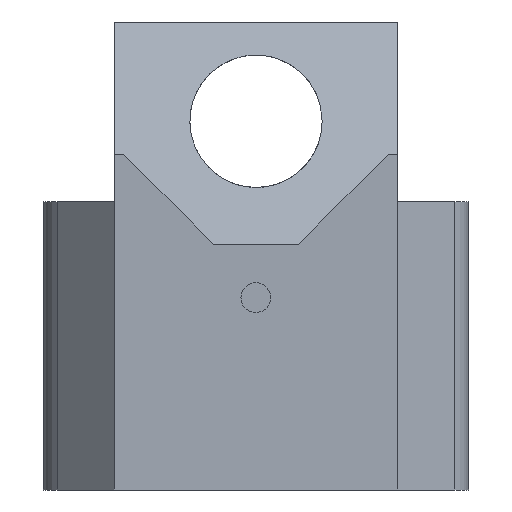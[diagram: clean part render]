
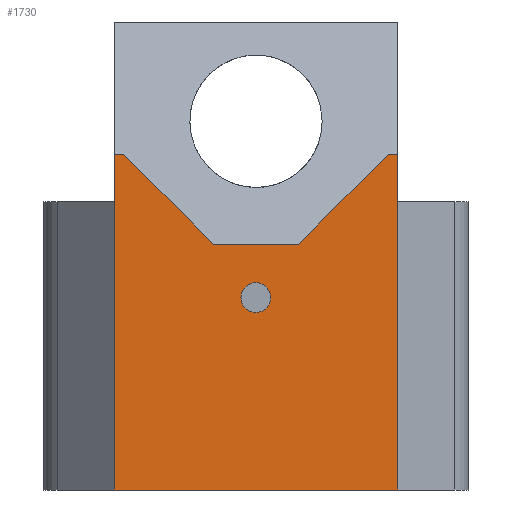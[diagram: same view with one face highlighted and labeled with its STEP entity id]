
A CAD part, front view. The second image highlights one B-rep face of the part: STEP entity #1730.
In plain terms, the highlighted planar face has unit normal (0, -1, 0).
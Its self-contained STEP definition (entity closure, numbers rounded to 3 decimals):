
#43=FACE_BOUND('',#250,.T.);
#85=PLANE('',#1862);
#148=FACE_OUTER_BOUND('',#249,.T.);
#249=EDGE_LOOP('',(#1359,#1360,#1361,#1362,#1363,#1364,#1365,#1366));
#250=EDGE_LOOP('',(#1367));
#384=LINE('',#2716,#566);
#396=LINE('',#2744,#578);
#414=LINE('',#2798,#596);
#417=LINE('',#2803,#599);
#419=LINE('',#2807,#601);
#420=LINE('',#2809,#602);
#421=LINE('',#2810,#603);
#422=LINE('',#2811,#604);
#566=VECTOR('',#2102,10.);
#578=VECTOR('',#2122,10.);
#596=VECTOR('',#2168,10.);
#599=VECTOR('',#2173,10.);
#601=VECTOR('',#2177,10.);
#602=VECTOR('',#2180,10.);
#603=VECTOR('',#2181,10.);
#604=VECTOR('',#2182,10.);
#684=CIRCLE('',#1801,1.575);
#743=VERTEX_POINT('',#2442);
#808=VERTEX_POINT('',#2713);
#809=VERTEX_POINT('',#2715);
#820=VERTEX_POINT('',#2741);
#821=VERTEX_POINT('',#2743);
#842=VERTEX_POINT('',#2795);
#843=VERTEX_POINT('',#2797);
#844=VERTEX_POINT('',#2801);
#845=VERTEX_POINT('',#2805);
#910=EDGE_CURVE('',#743,#743,#684,.T.);
#995=EDGE_CURVE('',#808,#809,#384,.T.);
#1009=EDGE_CURVE('',#820,#821,#396,.T.);
#1036=EDGE_CURVE('',#843,#842,#414,.T.);
#1039=EDGE_CURVE('',#842,#844,#417,.T.);
#1041=EDGE_CURVE('',#844,#845,#419,.T.);
#1042=EDGE_CURVE('',#821,#845,#420,.T.);
#1043=EDGE_CURVE('',#809,#820,#421,.T.);
#1044=EDGE_CURVE('',#843,#808,#422,.T.);
#1359=ORIENTED_EDGE('',*,*,#1036,.T.);
#1360=ORIENTED_EDGE('',*,*,#1039,.T.);
#1361=ORIENTED_EDGE('',*,*,#1041,.T.);
#1362=ORIENTED_EDGE('',*,*,#1042,.F.);
#1363=ORIENTED_EDGE('',*,*,#1009,.F.);
#1364=ORIENTED_EDGE('',*,*,#1043,.F.);
#1365=ORIENTED_EDGE('',*,*,#995,.F.);
#1366=ORIENTED_EDGE('',*,*,#1044,.F.);
#1367=ORIENTED_EDGE('',*,*,#910,.T.);
#1730=ADVANCED_FACE('',(#148,#43),#85,.T.);
#1801=AXIS2_PLACEMENT_3D('',#2443,#1956,#1957);
#1862=AXIS2_PLACEMENT_3D('',#2808,#2178,#2179);
#1956=DIRECTION('center_axis',(0.,1.,0.));
#1957=DIRECTION('ref_axis',(1.,0.,0.));
#2102=DIRECTION('',(0.,0.,-1.));
#2122=DIRECTION('',(0.,0.,1.));
#2168=DIRECTION('',(-0.707,0.,-0.707));
#2173=DIRECTION('',(-1.,0.,0.));
#2177=DIRECTION('',(-0.707,0.,0.707));
#2178=DIRECTION('center_axis',(0.,-1.,0.));
#2179=DIRECTION('ref_axis',(0.,0.,-1.));
#2180=DIRECTION('',(1.,0.,0.));
#2181=DIRECTION('',(-1.,0.,0.));
#2182=DIRECTION('',(1.,0.,0.));
#2442=CARTESIAN_POINT('',(-1.597,-190.987,143.5));
#2443=CARTESIAN_POINT('Origin',(-0.022,-190.987,143.5));
#2713=CARTESIAN_POINT('',(15.,-190.987,158.656));
#2715=CARTESIAN_POINT('',(15.,-190.987,123.156));
#2716=CARTESIAN_POINT('',(15.,-190.987,146.031));
#2741=CARTESIAN_POINT('',(-15.,-190.987,123.156));
#2743=CARTESIAN_POINT('',(-15.,-190.987,158.656));
#2744=CARTESIAN_POINT('',(-15.,-190.987,146.031));
#2795=CARTESIAN_POINT('',(4.5,-190.987,149.156));
#2797=CARTESIAN_POINT('',(14.,-190.987,158.656));
#2798=CARTESIAN_POINT('',(6.75,-190.987,151.406));
#2801=CARTESIAN_POINT('',(-4.5,-190.987,149.156));
#2803=CARTESIAN_POINT('',(2.25,-190.987,149.156));
#2805=CARTESIAN_POINT('',(-14.,-190.987,158.656));
#2807=CARTESIAN_POINT('',(-4.5,-190.987,149.156));
#2808=CARTESIAN_POINT('Origin',(0.,-190.987,153.656));
#2809=CARTESIAN_POINT('',(0.,-190.987,158.656));
#2810=CARTESIAN_POINT('',(0.,-190.987,123.156));
#2811=CARTESIAN_POINT('',(0.,-190.987,158.656));
